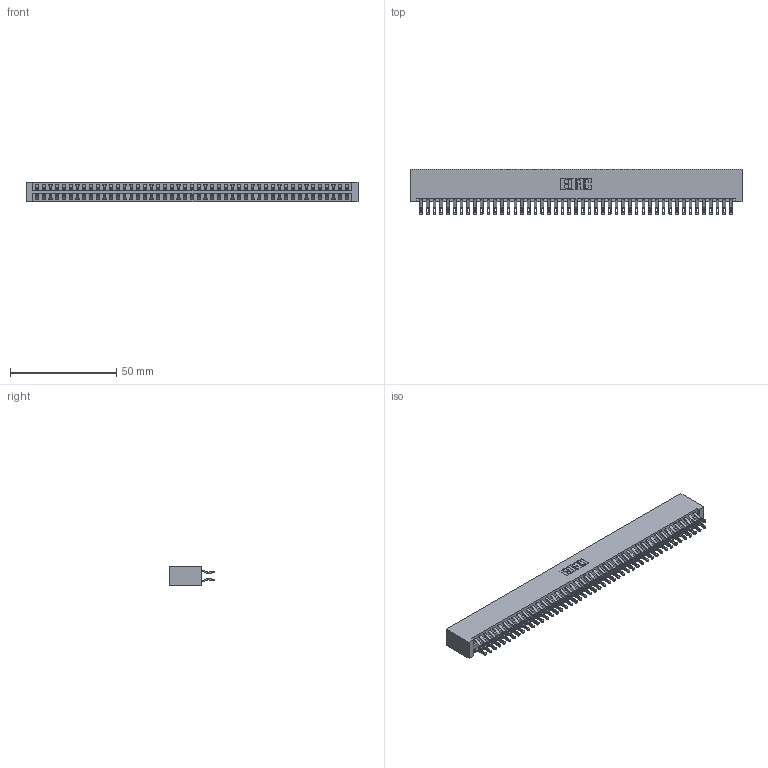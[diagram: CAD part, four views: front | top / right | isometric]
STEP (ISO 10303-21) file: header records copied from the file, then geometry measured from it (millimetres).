
FILE_DESCRIPTION (( 'STEP AP203' ), '1' );
FILE_NAME ('346-094-555-201.STEP', '2018-08-30T05:30:00', ( '' ), ( '' ), 'SwSTEP 2.0', 'SolidWorks 2016', '' );
FILE_SCHEMA (( 'CONFIG_CONTROL_DESIGN' ));
Length unit declared in the file: inch
Products named in the file (3): 345-292-001_555 Tail; 346-094-555-201; 346 Part_No Mounting Lugs
Assembly tree (95 placements, depth 2):
  346-094-555-201
    346 Part_No Mounting Lugs
    345-292-001_555 Tail  x94
Bounding box: 156.46 x 21.46 x 9.4 mm (x, y, z)
Volume: 16141.9 mm3; surface area: 23401.9 mm2
Topology: 95 solids, 95 shells, 5566 faces, 17507 edges, 11670 vertices
Faces by surface type: plane 3174, cylinder 2392
Entity records: 30049 total; most frequent: CARTESIAN_POINT 4978, ORIENTED_EDGE 4882, DIRECTION 4401, EDGE_CURVE 2441, LINE 2109, VECTOR 2109, VERTEX_POINT 1626, AXIS2_PLACEMENT_3D 1146
